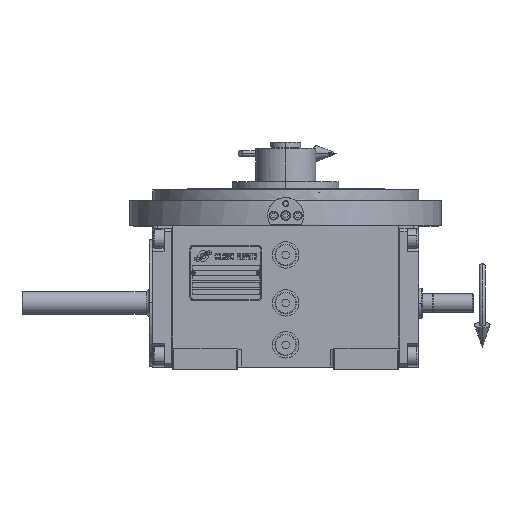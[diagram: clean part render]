
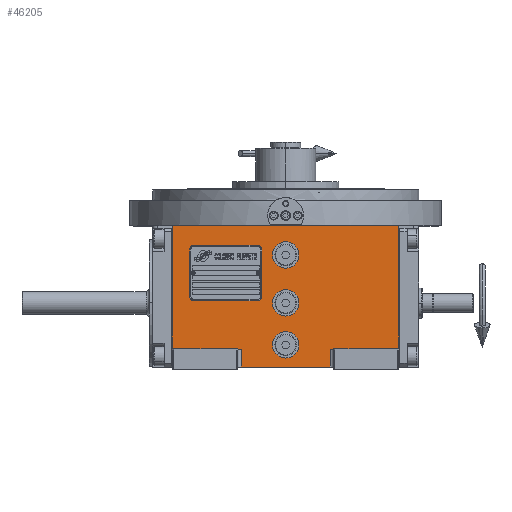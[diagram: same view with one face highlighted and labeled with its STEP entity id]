
A CAD part, top view. The second image highlights one B-rep face of the part: STEP entity #46205.
In plain terms, the highlighted planar face has unit normal (0, 0, 1).
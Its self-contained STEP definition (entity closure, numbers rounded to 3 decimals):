
#1870 = LINE ( 'NONE', #39497, #32916 ) ;
#3356 = VECTOR ( 'NONE', #27257, 1000. ) ;
#3910 = EDGE_CURVE ( 'NONE', #23361, #45035, #64490, .T. ) ;
#4244 = ORIENTED_EDGE ( 'NONE', *, *, #8883, .F. ) ;
#4964 = CARTESIAN_POINT ( 'NONE',  ( 37., -38.5, 163.5 ) ) ;
#5165 = FACE_BOUND ( 'NONE', #8794, .T. ) ;
#5335 = ORIENTED_EDGE ( 'NONE', *, *, #39392, .T. ) ;
#5419 = CARTESIAN_POINT ( 'NONE',  ( 11., -35., 163.5 ) ) ;
#5858 = FACE_BOUND ( 'NONE', #26680, .T. ) ;
#6006 = CARTESIAN_POINT ( 'NONE',  ( 0., 0., 163.5 ) ) ;
#7066 = CARTESIAN_POINT ( 'NONE',  ( -11., 0., 163.5 ) ) ;
#7814 = ORIENTED_EDGE ( 'NONE', *, *, #11074, .F. ) ;
#8387 = CARTESIAN_POINT ( 'NONE',  ( 94.5, -38.5, 163.5 ) ) ;
#8561 = CARTESIAN_POINT ( 'NONE',  ( -94.5, -53.5, 163.5 ) ) ;
#8794 = EDGE_LOOP ( 'NONE', ( #54383, #41212 ) ) ;
#8883 = EDGE_CURVE ( 'NONE', #67714, #10009, #43257, .T. ) ;
#9055 = ORIENTED_EDGE ( 'NONE', *, *, #53630, .F. ) ;
#9942 = DIRECTION ( 'NONE',  ( 0., -1., 0. ) ) ;
#10009 = VERTEX_POINT ( 'NONE', #18820 ) ;
#10108 = CARTESIAN_POINT ( 'NONE',  ( -94.5, -38.5, 163.5 ) ) ;
#10470 = CARTESIAN_POINT ( 'NONE',  ( -94.5, 64.5, 163.5 ) ) ;
#10828 = DIRECTION ( 'NONE',  ( 1., 0., 0. ) ) ;
#11037 = CARTESIAN_POINT ( 'NONE',  ( 0., 0., 163.5 ) ) ;
#11074 = EDGE_CURVE ( 'NONE', #63928, #51811, #1870, .T. ) ;
#11281 = CARTESIAN_POINT ( 'NONE',  ( 0., -35., 163.5 ) ) ;
#11735 = DIRECTION ( 'NONE',  ( -1., 0., 0. ) ) ;
#12166 = VERTEX_POINT ( 'NONE', #55870 ) ;
#12199 = VERTEX_POINT ( 'NONE', #13246 ) ;
#12350 = CIRCLE ( 'NONE', #13514, 11. ) ;
#12444 = VERTEX_POINT ( 'NONE', #65268 ) ;
#12759 = EDGE_CURVE ( 'NONE', #63928, #10009, #14747, .T. ) ;
#12896 = CARTESIAN_POINT ( 'NONE',  ( -37., -53.5, 163.5 ) ) ;
#13246 = CARTESIAN_POINT ( 'NONE',  ( 11., 40., 163.5 ) ) ;
#13514 = AXIS2_PLACEMENT_3D ( 'NONE', #6006, #66056, #17375 ) ;
#13687 = AXIS2_PLACEMENT_3D ( 'NONE', #67229, #18562, #40198 ) ;
#13872 = DIRECTION ( 'NONE',  ( 0., 0., 1. ) ) ;
#14747 = LINE ( 'NONE', #10108, #52026 ) ;
#15282 = LINE ( 'NONE', #4964, #23363 ) ;
#16116 = ORIENTED_EDGE ( 'NONE', *, *, #68395, .F. ) ;
#17090 = DIRECTION ( 'NONE',  ( 0., 0., 1. ) ) ;
#17375 = DIRECTION ( 'NONE',  ( 1., 0., 0. ) ) ;
#17731 = VECTOR ( 'NONE', #25839, 1000. ) ;
#18562 = DIRECTION ( 'NONE',  ( 0., 0., 1. ) ) ;
#18820 = CARTESIAN_POINT ( 'NONE',  ( -37., -38.5, 163.5 ) ) ;
#18884 = CARTESIAN_POINT ( 'NONE',  ( 94.5, -38.5, 163.5 ) ) ;
#19375 = VECTOR ( 'NONE', #10828, 1000. ) ;
#20305 = CARTESIAN_POINT ( 'NONE',  ( 0., 40., 163.5 ) ) ;
#21585 = LINE ( 'NONE', #43246, #3356 ) ;
#22844 = AXIS2_PLACEMENT_3D ( 'NONE', #8561, #13872, #30201 ) ;
#23302 = CARTESIAN_POINT ( 'NONE',  ( 37., -38.5, 163.5 ) ) ;
#23361 = VERTEX_POINT ( 'NONE', #23302 ) ;
#23363 = VECTOR ( 'NONE', #9942, 1000. ) ;
#25839 = DIRECTION ( 'NONE',  ( 0., 1., 0. ) ) ;
#26680 = EDGE_LOOP ( 'NONE', ( #30969, #47572 ) ) ;
#27037 = EDGE_CURVE ( 'NONE', #51811, #12444, #47744, .T. ) ;
#27257 = DIRECTION ( 'NONE',  ( 1., 0., 0. ) ) ;
#27507 = FACE_BOUND ( 'NONE', #43634, .T. ) ;
#27737 = CARTESIAN_POINT ( 'NONE',  ( 0., 40., 163.5 ) ) ;
#27870 = CIRCLE ( 'NONE', #67618, 11. ) ;
#28961 = CARTESIAN_POINT ( 'NONE',  ( -11., -35., 163.5 ) ) ;
#30005 = ORIENTED_EDGE ( 'NONE', *, *, #3910, .T. ) ;
#30201 = DIRECTION ( 'NONE',  ( 1., 0., 0. ) ) ;
#30969 = ORIENTED_EDGE ( 'NONE', *, *, #62783, .F. ) ;
#31949 = VECTOR ( 'NONE', #64514, 1000. ) ;
#32656 = EDGE_CURVE ( 'NONE', #61576, #69287, #34586, .T. ) ;
#32782 = ORIENTED_EDGE ( 'NONE', *, *, #44663, .T. ) ;
#32845 = EDGE_CURVE ( 'NONE', #12199, #12166, #27870, .T. ) ;
#32916 = VECTOR ( 'NONE', #51206, 1000. ) ;
#34215 = CIRCLE ( 'NONE', #46827, 11. ) ;
#34586 = CIRCLE ( 'NONE', #43704, 11. ) ;
#35355 = LINE ( 'NONE', #8387, #31949 ) ;
#36303 = CIRCLE ( 'NONE', #13687, 11. ) ;
#36489 = AXIS2_PLACEMENT_3D ( 'NONE', #27737, #47705, #49397 ) ;
#37549 = CARTESIAN_POINT ( 'NONE',  ( -37., -53.5, 163.5 ) ) ;
#37637 = CARTESIAN_POINT ( 'NONE',  ( -94.5, 64.5, 163.5 ) ) ;
#37786 = CARTESIAN_POINT ( 'NONE',  ( 37., -38.5, 163.5 ) ) ;
#39392 = EDGE_CURVE ( 'NONE', #45035, #12444, #35355, .T. ) ;
#39497 = CARTESIAN_POINT ( 'NONE',  ( -94.5, -38.5, 163.5 ) ) ;
#39567 = DIRECTION ( 'NONE',  ( 0., 0., 1. ) ) ;
#40198 = DIRECTION ( 'NONE',  ( 1., 0., 0. ) ) ;
#40284 = CARTESIAN_POINT ( 'NONE',  ( 11., 0., 163.5 ) ) ;
#41212 = ORIENTED_EDGE ( 'NONE', *, *, #32656, .F. ) ;
#42392 = EDGE_CURVE ( 'NONE', #69287, #61576, #12350, .T. ) ;
#43246 = CARTESIAN_POINT ( 'NONE',  ( -37., -53.5, 163.5 ) ) ;
#43257 = LINE ( 'NONE', #37549, #17731 ) ;
#43634 = EDGE_LOOP ( 'NONE', ( #61822, #9055 ) ) ;
#43704 = AXIS2_PLACEMENT_3D ( 'NONE', #11037, #17090, #11735 ) ;
#43724 = CARTESIAN_POINT ( 'NONE',  ( -94.5, -38.5, 163.5 ) ) ;
#44663 = EDGE_CURVE ( 'NONE', #67714, #47634, #21585, .T. ) ;
#45035 = VERTEX_POINT ( 'NONE', #18884 ) ;
#46205 = ADVANCED_FACE ( 'NONE', ( #5165, #5858, #27507, #48449 ), #70182, .T. ) ;
#46827 = AXIS2_PLACEMENT_3D ( 'NONE', #11281, #50670, #66701 ) ;
#47031 = DIRECTION ( 'NONE',  ( 1., 0., 0. ) ) ;
#47572 = ORIENTED_EDGE ( 'NONE', *, *, #47903, .F. ) ;
#47634 = VERTEX_POINT ( 'NONE', #57225 ) ;
#47705 = DIRECTION ( 'NONE',  ( 0., 0., 1. ) ) ;
#47744 = LINE ( 'NONE', #10470, #19375 ) ;
#47903 = EDGE_CURVE ( 'NONE', #55523, #50787, #34215, .T. ) ;
#48449 = FACE_OUTER_BOUND ( 'NONE', #63945, .T. ) ;
#49397 = DIRECTION ( 'NONE',  ( -1., 0., 0. ) ) ;
#50612 = ORIENTED_EDGE ( 'NONE', *, *, #12759, .T. ) ;
#50670 = DIRECTION ( 'NONE',  ( 0., 0., 1. ) ) ;
#50787 = VERTEX_POINT ( 'NONE', #5419 ) ;
#51206 = DIRECTION ( 'NONE',  ( 0., 1., 0. ) ) ;
#51811 = VERTEX_POINT ( 'NONE', #37637 ) ;
#52026 = VECTOR ( 'NONE', #47031, 1000. ) ;
#53630 = EDGE_CURVE ( 'NONE', #12166, #12199, #67200, .T. ) ;
#54383 = ORIENTED_EDGE ( 'NONE', *, *, #42392, .F. ) ;
#54512 = DIRECTION ( 'NONE',  ( 1., 0., 0. ) ) ;
#55523 = VERTEX_POINT ( 'NONE', #28961 ) ;
#55870 = CARTESIAN_POINT ( 'NONE',  ( -11., 40., 163.5 ) ) ;
#57225 = CARTESIAN_POINT ( 'NONE',  ( 37., -53.5, 163.5 ) ) ;
#61218 = VECTOR ( 'NONE', #54512, 1000. ) ;
#61576 = VERTEX_POINT ( 'NONE', #7066 ) ;
#61822 = ORIENTED_EDGE ( 'NONE', *, *, #32845, .F. ) ;
#62783 = EDGE_CURVE ( 'NONE', #50787, #55523, #36303, .T. ) ;
#63648 = DIRECTION ( 'NONE',  ( 1., 0., 0. ) ) ;
#63919 = ORIENTED_EDGE ( 'NONE', *, *, #27037, .F. ) ;
#63928 = VERTEX_POINT ( 'NONE', #43724 ) ;
#63945 = EDGE_LOOP ( 'NONE', ( #32782, #16116, #30005, #5335, #63919, #7814, #50612, #4244 ) ) ;
#64490 = LINE ( 'NONE', #37786, #61218 ) ;
#64514 = DIRECTION ( 'NONE',  ( 0., 1., 0. ) ) ;
#65268 = CARTESIAN_POINT ( 'NONE',  ( 94.5, 64.5, 163.5 ) ) ;
#66056 = DIRECTION ( 'NONE',  ( 0., 0., 1. ) ) ;
#66701 = DIRECTION ( 'NONE',  ( -1., 0., 0. ) ) ;
#67200 = CIRCLE ( 'NONE', #36489, 11. ) ;
#67229 = CARTESIAN_POINT ( 'NONE',  ( 0., -35., 163.5 ) ) ;
#67618 = AXIS2_PLACEMENT_3D ( 'NONE', #20305, #39567, #63648 ) ;
#67714 = VERTEX_POINT ( 'NONE', #12896 ) ;
#68395 = EDGE_CURVE ( 'NONE', #23361, #47634, #15282, .T. ) ;
#69287 = VERTEX_POINT ( 'NONE', #40284 ) ;
#70182 = PLANE ( 'NONE',  #22844 ) ;
